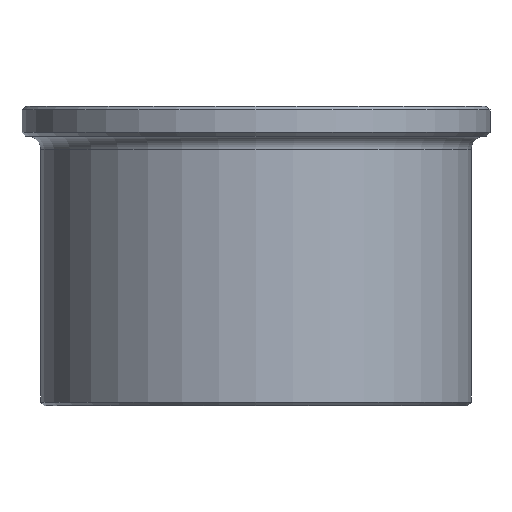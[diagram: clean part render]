
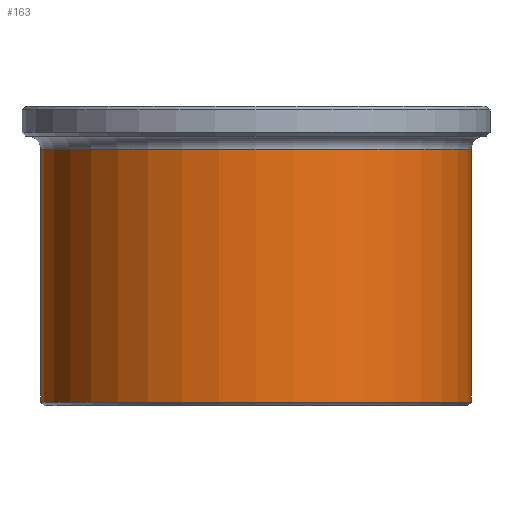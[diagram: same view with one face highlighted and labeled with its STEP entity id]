
A CAD part, front view. The second image highlights one B-rep face of the part: STEP entity #163.
In plain terms, the highlighted cylindrical face has radius 57.5 mm (diameter 115 mm), a full revolution.
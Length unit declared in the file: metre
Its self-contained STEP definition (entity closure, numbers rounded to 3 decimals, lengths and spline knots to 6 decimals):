
#163=ADVANCED_FACE('',(#199,#200),#201,.T.);
#199=FACE_OUTER_BOUND('',#3037,.T.);
#200=FACE_OUTER_BOUND('',#3038,.T.);
#201=CYLINDRICAL_SURFACE('',#3039,0.0575);
#3037=EDGE_LOOP('',(#5906));
#3038=EDGE_LOOP('',(#5907));
#3039=AXIS2_PLACEMENT_3D('',#5908,#5909,#5910);
#5906=ORIENTED_EDGE('',*,*,#5959,.T.);
#5907=ORIENTED_EDGE('',*,*,#5960,.F.);
#5908=CARTESIAN_POINT('',(0.0,0.0,0.));
#5909=DIRECTION('',(0.0,0.,-1.0));
#5910=DIRECTION('',(0.0,1.0,0.));
#5959=EDGE_CURVE('',#5998,#5998,#5999,.T.);
#5960=EDGE_CURVE('',#6000,#6000,#6001,.T.);
#5998=VERTEX_POINT('',#6278);
#5999=CIRCLE('',#6279,0.0575);
#6000=VERTEX_POINT('',#6280);
#6001=CIRCLE('',#6281,0.0575);
#6278=CARTESIAN_POINT('',(0.0,0.0575,0.0685));
#6279=AXIS2_PLACEMENT_3D('',#6325,#6326,#6327);
#6280=CARTESIAN_POINT('',(0.0,0.0575,0.001));
#6281=AXIS2_PLACEMENT_3D('',#6328,#6329,#6330);
#6325=CARTESIAN_POINT('',(0.0,0.0,0.0685));
#6326=DIRECTION('',(0.0,0.,-1.0));
#6327=DIRECTION('',(0.0,1.0,0.));
#6328=CARTESIAN_POINT('',(0.0,0.0,0.001));
#6329=DIRECTION('',(0.0,0.,-1.0));
#6330=DIRECTION('',(0.0,1.0,0.));
